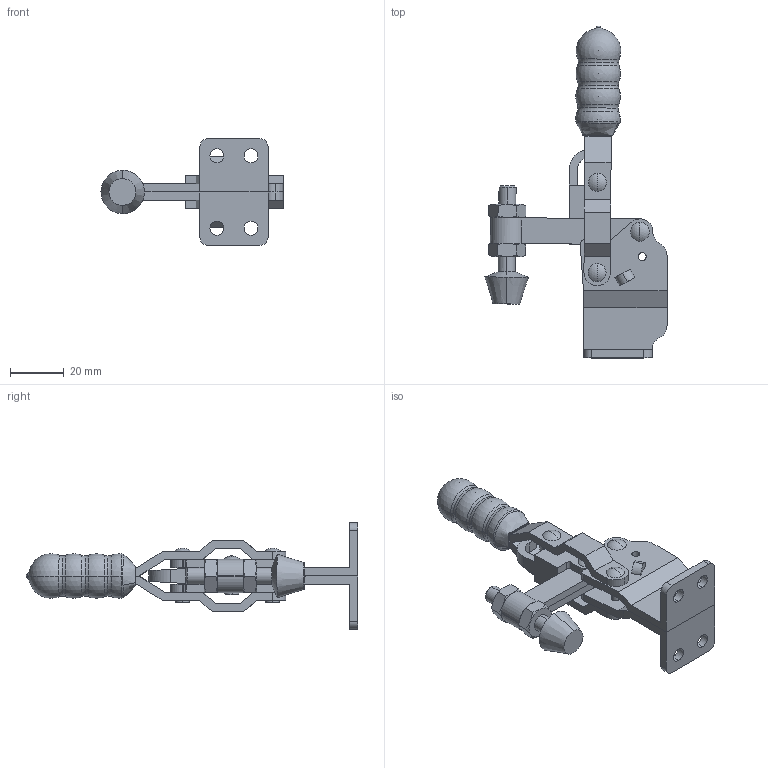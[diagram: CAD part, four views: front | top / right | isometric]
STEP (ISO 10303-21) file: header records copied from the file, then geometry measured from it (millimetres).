
FILE_DESCRIPTION (( 'STEP AP214' ), '1' );
FILE_NAME ('GH-12050-HB(Â²¤Æ)-1.STEP', '2020-03-11T07:33:43', ( 'LinWei' ), ( '' ), 'SwSTEP 2.0', 'SolidWorks 2016', '' );
FILE_SCHEMA (( 'AUTOMOTIVE_DESIGN' ));
Length unit declared in the file: millimetre
Products named in the file (6): Group3^GH-12050-HB(簡化)-1; Group5^GH-12050-HB(簡化)-1; 11205008-1^GH-12050-HB(簡化)-1; Group1^GH-12050-HB(簡化)-1; Group4^GH-12050-HB(簡化)-1; GH-12050-HB(簡化)-1
Assembly tree (5 placements, depth 2):
  GH-12050-HB(簡化)-1
    Group4^GH-12050-HB(簡化)-1
    Group1^GH-12050-HB(簡化)-1
    11205008-1^GH-12050-HB(簡化)-1
    Group5^GH-12050-HB(簡化)-1
    Group3^GH-12050-HB(簡化)-1
Bounding box: 67.88 x 123.7 x 39.7 mm (x, y, z)
Volume: 31083.8 mm3; surface area: 19347.9 mm2
Topology: 5 solids, 5 shells, 264 faces, 708 edges, 460 vertices
Faces by surface type: plane 108, cylinder 96, sphere 18, torus 18, cone 14, bspline 10
Entity records: 10187 total; most frequent: CARTESIAN_POINT 2554, DIRECTION 1417, ORIENTED_EDGE 1376, EDGE_CURVE 688, AXIS2_PLACEMENT_3D 537, VERTEX_POINT 448, VECTOR 343, LINE 343
